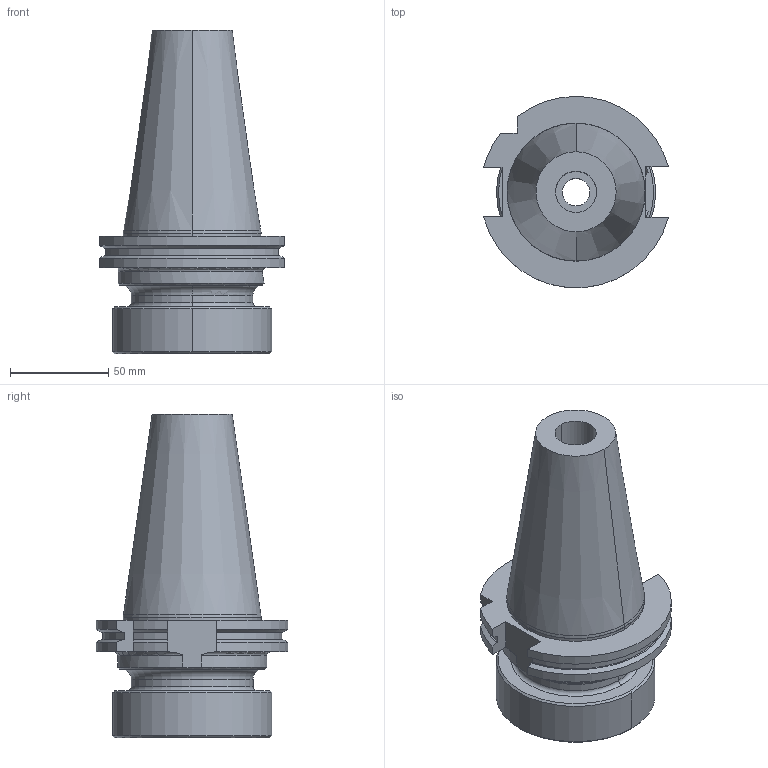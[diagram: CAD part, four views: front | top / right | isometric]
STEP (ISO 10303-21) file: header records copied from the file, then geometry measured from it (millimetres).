
FILE_DESCRIPTION((''),'2;1');
FILE_NAME('8432908178','2022-02-16T14:45:25',('thiemer'),(''),'CREO PARAMETRIC BY PTC INC, 2021164','CREO PARAMETRIC BY PTC INC, 2021164','');
FILE_SCHEMA(('AUTOMOTIVE_DESIGN { 1 0 10303 214 1 1 1 1 }'));
Length unit declared in the file: millimetre
Products named in the file (1): 8432908178
Bounding box: 94.13 x 97.33 x 164.75 mm (x, y, z)
Volume: 479135.9 mm3; surface area: 61169 mm2
Topology: 1 solids, 1 shells, 72 faces, 181 edges, 116 vertices
Faces by surface type: cylinder 27, plane 24, cone 15, torus 6
Entity records: 3157 total; most frequent: CARTESIAN_POINT 554, DIRECTION 420, ORIENTED_EDGE 362, PRESENTATION_STYLE_ASSIGNMENT 194, STYLED_ITEM 194, CURVE_STYLE 193, EDGE_CURVE 181, AXIS2_PLACEMENT_3D 166
